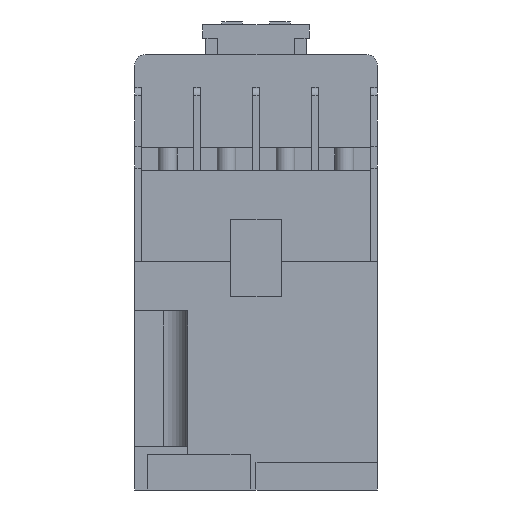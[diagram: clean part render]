
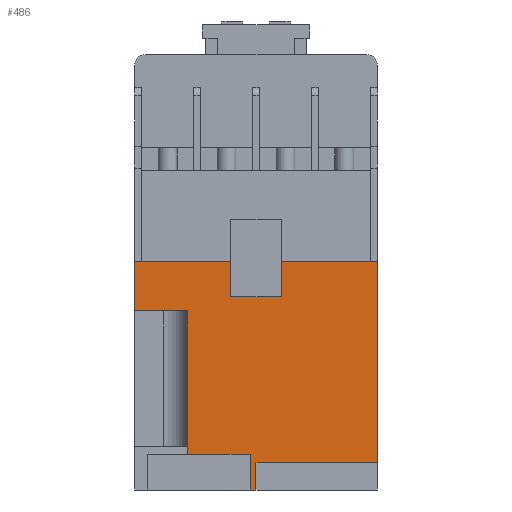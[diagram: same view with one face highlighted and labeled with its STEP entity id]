
A CAD part, left-side view. The second image highlights one B-rep face of the part: STEP entity #486.
In plain terms, the highlighted face is planar.
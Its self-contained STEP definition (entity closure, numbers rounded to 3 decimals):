
#486=ADVANCED_FACE('',(#1311),#923,.T.);
#923=PLANE('',#8605);
#1311=FACE_OUTER_BOUND('',#1705,.T.);
#1705=EDGE_LOOP('',(#2449,#2450,#2451,#2452,#2453,#2454,#2455,#2456,#2457,
#2458,#2459,#2460,#2461,#2462,#2463,#2464,#2465,#2466,#2467,#2468,#2469,
#2470,#2471,#2472,#2473,#2474,#2475,#2476,#2477));
#2449=ORIENTED_EDGE('',*,*,#5587,.F.);
#2450=ORIENTED_EDGE('',*,*,#5588,.T.);
#2451=ORIENTED_EDGE('',*,*,#5589,.T.);
#2452=ORIENTED_EDGE('',*,*,#5590,.F.);
#2453=ORIENTED_EDGE('',*,*,#5591,.T.);
#2454=ORIENTED_EDGE('',*,*,#5592,.T.);
#2455=ORIENTED_EDGE('',*,*,#5593,.F.);
#2456=ORIENTED_EDGE('',*,*,#5594,.T.);
#2457=ORIENTED_EDGE('',*,*,#5595,.T.);
#2458=ORIENTED_EDGE('',*,*,#5596,.T.);
#2459=ORIENTED_EDGE('',*,*,#5597,.F.);
#2460=ORIENTED_EDGE('',*,*,#5598,.T.);
#2461=ORIENTED_EDGE('',*,*,#5599,.T.);
#2462=ORIENTED_EDGE('',*,*,#5600,.T.);
#2463=ORIENTED_EDGE('',*,*,#5601,.F.);
#2464=ORIENTED_EDGE('',*,*,#5602,.F.);
#2465=ORIENTED_EDGE('',*,*,#5603,.T.);
#2466=ORIENTED_EDGE('',*,*,#5604,.T.);
#2467=ORIENTED_EDGE('',*,*,#5419,.F.);
#2468=ORIENTED_EDGE('',*,*,#5605,.F.);
#2469=ORIENTED_EDGE('',*,*,#5606,.T.);
#2470=ORIENTED_EDGE('',*,*,#5607,.T.);
#2471=ORIENTED_EDGE('',*,*,#5608,.T.);
#2472=ORIENTED_EDGE('',*,*,#5609,.F.);
#2473=ORIENTED_EDGE('',*,*,#5393,.T.);
#2474=ORIENTED_EDGE('',*,*,#5610,.T.);
#2475=ORIENTED_EDGE('',*,*,#5611,.T.);
#2476=ORIENTED_EDGE('',*,*,#5612,.T.);
#2477=ORIENTED_EDGE('',*,*,#5613,.F.);
#4589=VERTEX_POINT('',#11466);
#4590=VERTEX_POINT('',#11468);
#4615=VERTEX_POINT('',#11519);
#4616=VERTEX_POINT('',#11521);
#4765=VERTEX_POINT('',#11856);
#4766=VERTEX_POINT('',#11857);
#4767=VERTEX_POINT('',#11859);
#4768=VERTEX_POINT('',#11861);
#4769=VERTEX_POINT('',#11863);
#4770=VERTEX_POINT('',#11865);
#4771=VERTEX_POINT('',#11867);
#4772=VERTEX_POINT('',#11869);
#4773=VERTEX_POINT('',#11871);
#4774=VERTEX_POINT('',#11873);
#4775=VERTEX_POINT('',#11875);
#4776=VERTEX_POINT('',#11877);
#4777=VERTEX_POINT('',#11879);
#4778=VERTEX_POINT('',#11881);
#4779=VERTEX_POINT('',#11883);
#4780=VERTEX_POINT('',#11885);
#4781=VERTEX_POINT('',#11887);
#4782=VERTEX_POINT('',#11889);
#4783=VERTEX_POINT('',#11892);
#4784=VERTEX_POINT('',#11894);
#4785=VERTEX_POINT('',#11896);
#4786=VERTEX_POINT('',#11898);
#4787=VERTEX_POINT('',#11901);
#4788=VERTEX_POINT('',#11903);
#4789=VERTEX_POINT('',#11905);
#5393=EDGE_CURVE('',#4590,#4589,#6569,.T.);
#5419=EDGE_CURVE('',#4615,#4616,#6594,.T.);
#5587=EDGE_CURVE('',#4765,#4766,#6749,.T.);
#5588=EDGE_CURVE('',#4765,#4767,#6750,.T.);
#5589=EDGE_CURVE('',#4767,#4768,#6751,.T.);
#5590=EDGE_CURVE('',#4769,#4768,#6752,.T.);
#5591=EDGE_CURVE('',#4769,#4770,#6753,.T.);
#5592=EDGE_CURVE('',#4770,#4771,#6754,.T.);
#5593=EDGE_CURVE('',#4772,#4771,#6755,.T.);
#5594=EDGE_CURVE('',#4772,#4773,#6756,.T.);
#5595=EDGE_CURVE('',#4773,#4774,#6757,.T.);
#5596=EDGE_CURVE('',#4774,#4775,#6758,.T.);
#5597=EDGE_CURVE('',#4776,#4775,#6759,.T.);
#5598=EDGE_CURVE('',#4776,#4777,#6760,.T.);
#5599=EDGE_CURVE('',#4777,#4778,#6761,.T.);
#5600=EDGE_CURVE('',#4778,#4779,#6762,.T.);
#5601=EDGE_CURVE('',#4780,#4779,#6763,.T.);
#5602=EDGE_CURVE('',#4781,#4780,#6764,.T.);
#5603=EDGE_CURVE('',#4781,#4782,#6765,.T.);
#5604=EDGE_CURVE('',#4782,#4616,#6766,.T.);
#5605=EDGE_CURVE('',#4783,#4615,#6767,.T.);
#5606=EDGE_CURVE('',#4783,#4784,#6768,.T.);
#5607=EDGE_CURVE('',#4784,#4785,#6769,.T.);
#5608=EDGE_CURVE('',#4785,#4786,#6770,.T.);
#5609=EDGE_CURVE('',#4590,#4786,#6771,.T.);
#5610=EDGE_CURVE('',#4589,#4787,#6772,.T.);
#5611=EDGE_CURVE('',#4787,#4788,#6773,.T.);
#5612=EDGE_CURVE('',#4788,#4789,#6774,.T.);
#5613=EDGE_CURVE('',#4766,#4789,#6775,.T.);
#6569=LINE('',#11467,#7585);
#6594=LINE('',#11520,#7610);
#6749=LINE('',#11855,#7765);
#6750=LINE('',#11858,#7766);
#6751=LINE('',#11860,#7767);
#6752=LINE('',#11862,#7768);
#6753=LINE('',#11864,#7769);
#6754=LINE('',#11866,#7770);
#6755=LINE('',#11868,#7771);
#6756=LINE('',#11870,#7772);
#6757=LINE('',#11872,#7773);
#6758=LINE('',#11874,#7774);
#6759=LINE('',#11876,#7775);
#6760=LINE('',#11878,#7776);
#6761=LINE('',#11880,#7777);
#6762=LINE('',#11882,#7778);
#6763=LINE('',#11884,#7779);
#6764=LINE('',#11886,#7780);
#6765=LINE('',#11888,#7781);
#6766=LINE('',#11890,#7782);
#6767=LINE('',#11891,#7783);
#6768=LINE('',#11893,#7784);
#6769=LINE('',#11895,#7785);
#6770=LINE('',#11897,#7786);
#6771=LINE('',#11899,#7787);
#6772=LINE('',#11900,#7788);
#6773=LINE('',#11902,#7789);
#6774=LINE('',#11904,#7790);
#6775=LINE('',#11906,#7791);
#7585=VECTOR('',#9217,1.);
#7610=VECTOR('',#9246,1.);
#7765=VECTOR('',#9463,1.);
#7766=VECTOR('',#9464,1.);
#7767=VECTOR('',#9465,1.);
#7768=VECTOR('',#9466,1.);
#7769=VECTOR('',#9467,1.);
#7770=VECTOR('',#9468,1.);
#7771=VECTOR('',#9469,1.);
#7772=VECTOR('',#9470,1.);
#7773=VECTOR('',#9471,1.);
#7774=VECTOR('',#9472,1.);
#7775=VECTOR('',#9473,1.);
#7776=VECTOR('',#9474,1.);
#7777=VECTOR('',#9475,1.);
#7778=VECTOR('',#9476,1.);
#7779=VECTOR('',#9477,1.);
#7780=VECTOR('',#9478,1.);
#7781=VECTOR('',#9479,1.);
#7782=VECTOR('',#9480,1.);
#7783=VECTOR('',#9481,1.);
#7784=VECTOR('',#9482,1.);
#7785=VECTOR('',#9483,1.);
#7786=VECTOR('',#9484,1.);
#7787=VECTOR('',#9485,1.);
#7788=VECTOR('',#9486,1.);
#7789=VECTOR('',#9487,1.);
#7790=VECTOR('',#9488,1.);
#7791=VECTOR('',#9489,1.);
#8605=AXIS2_PLACEMENT_3D('',#11907,#9490,#9491);
#9217=DIRECTION('',(0.,0.,-1.));
#9246=DIRECTION('',(0.,0.,-1.));
#9463=DIRECTION('',(0.,0.,-1.));
#9464=DIRECTION('',(1.,0.,0.));
#9465=DIRECTION('',(0.,0.,-1.));
#9466=DIRECTION('',(-1.,0.,0.));
#9467=DIRECTION('',(0.,0.,1.));
#9468=DIRECTION('',(1.,0.,0.));
#9469=DIRECTION('',(0.,0.,1.));
#9470=DIRECTION('',(1.,0.,0.));
#9471=DIRECTION('',(0.,0.,1.));
#9472=DIRECTION('',(1.,0.,0.));
#9473=DIRECTION('',(0.,0.,1.));
#9474=DIRECTION('',(1.,0.,0.));
#9475=DIRECTION('',(0.,0.,1.));
#9476=DIRECTION('',(1.,0.,0.));
#9477=DIRECTION('',(0.,0.,1.));
#9478=DIRECTION('',(-1.,0.,0.));
#9479=DIRECTION('',(0.,0.,1.));
#9480=DIRECTION('',(1.,0.,0.));
#9481=DIRECTION('',(1.,0.,0.));
#9482=DIRECTION('',(0.,0.,-1.));
#9483=DIRECTION('',(-1.,0.,0.));
#9484=DIRECTION('',(0.,0.,1.));
#9485=DIRECTION('',(1.,0.,0.));
#9486=DIRECTION('',(1.,0.,0.));
#9487=DIRECTION('',(0.,0.,-1.));
#9488=DIRECTION('',(0.,0.,-1.));
#9489=DIRECTION('',(-1.,0.,0.));
#9490=DIRECTION('',(0.,-1.,0.));
#9491=DIRECTION('',(0.,0.,-1.));
#11466=CARTESIAN_POINT('',(-22.4,-31.3,28.1));
#11467=CARTESIAN_POINT('',(-22.4,-31.3,37.3));
#11468=CARTESIAN_POINT('',(-22.4,-31.3,37.3));
#11519=CARTESIAN_POINT('',(22.4,-31.3,37.3));
#11520=CARTESIAN_POINT('',(22.4,-31.3,37.3));
#11521=CARTESIAN_POINT('',(22.4,-31.3,0.));
#11855=CARTESIAN_POINT('',(-9.9,-31.3,1.6));
#11856=CARTESIAN_POINT('',(-9.9,-31.3,1.6));
#11857=CARTESIAN_POINT('',(-9.9,-31.3,-5.));
#11858=CARTESIAN_POINT('',(-9.9,-31.3,1.6));
#11859=CARTESIAN_POINT('',(-1.1,-31.3,1.6));
#11860=CARTESIAN_POINT('',(-1.1,-31.3,1.6));
#11861=CARTESIAN_POINT('',(-1.1,-31.3,-5.));
#11862=CARTESIAN_POINT('',(-22.4,-31.3,-5.));
#11863=CARTESIAN_POINT('',(0.,-31.3,-5.));
#11864=CARTESIAN_POINT('',(0.,-31.3,-5.5));
#11865=CARTESIAN_POINT('',(0.,-31.3,0.));
#11866=CARTESIAN_POINT('',(-22.4,-31.3,0.));
#11867=CARTESIAN_POINT('',(1.6,-31.3,0.));
#11868=CARTESIAN_POINT('',(1.6,-31.3,-5.5));
#11869=CARTESIAN_POINT('',(1.6,-31.3,-5.));
#11870=CARTESIAN_POINT('',(-22.4,-31.3,-5.));
#11871=CARTESIAN_POINT('',(7.,-31.3,-5.));
#11872=CARTESIAN_POINT('',(7.,-31.3,-5.5));
#11873=CARTESIAN_POINT('',(7.,-31.3,0.));
#11874=CARTESIAN_POINT('',(-22.4,-31.3,0.));
#11875=CARTESIAN_POINT('',(8.5,-31.3,0.));
#11876=CARTESIAN_POINT('',(8.5,-31.3,-5.5));
#11877=CARTESIAN_POINT('',(8.5,-31.3,-5.));
#11878=CARTESIAN_POINT('',(-22.4,-31.3,-5.));
#11879=CARTESIAN_POINT('',(13.9,-31.3,-5.));
#11880=CARTESIAN_POINT('',(13.9,-31.3,-5.5));
#11881=CARTESIAN_POINT('',(13.9,-31.3,0.));
#11882=CARTESIAN_POINT('',(-22.4,-31.3,0.));
#11883=CARTESIAN_POINT('',(15.4,-31.3,0.));
#11884=CARTESIAN_POINT('',(15.4,-31.3,-5.5));
#11885=CARTESIAN_POINT('',(15.4,-31.3,-5.));
#11886=CARTESIAN_POINT('',(-22.4,-31.3,-5.));
#11887=CARTESIAN_POINT('',(20.8,-31.3,-5.));
#11888=CARTESIAN_POINT('',(20.8,-31.3,-5.5));
#11889=CARTESIAN_POINT('',(20.8,-31.3,0.));
#11890=CARTESIAN_POINT('',(-22.4,-31.3,0.));
#11891=CARTESIAN_POINT('',(-22.4,-31.3,37.3));
#11892=CARTESIAN_POINT('',(4.7,-31.3,37.3));
#11893=CARTESIAN_POINT('',(4.7,-31.3,45.));
#11894=CARTESIAN_POINT('',(4.7,-31.3,30.7));
#11895=CARTESIAN_POINT('',(4.7,-31.3,30.7));
#11896=CARTESIAN_POINT('',(-4.7,-31.3,30.7));
#11897=CARTESIAN_POINT('',(-4.7,-31.3,30.7));
#11898=CARTESIAN_POINT('',(-4.7,-31.3,37.3));
#11899=CARTESIAN_POINT('',(-22.4,-31.3,37.3));
#11900=CARTESIAN_POINT('',(-22.4,-31.3,28.1));
#11901=CARTESIAN_POINT('',(-12.6,-31.3,28.1));
#11902=CARTESIAN_POINT('',(-12.6,-31.3,28.1));
#11903=CARTESIAN_POINT('',(-12.6,-31.3,3.));
#11904=CARTESIAN_POINT('',(-12.6,-31.3,28.1));
#11905=CARTESIAN_POINT('',(-12.6,-31.3,-5.));
#11906=CARTESIAN_POINT('',(-22.4,-31.3,-5.));
#11907=CARTESIAN_POINT('',(-22.4,-31.3,37.3));
